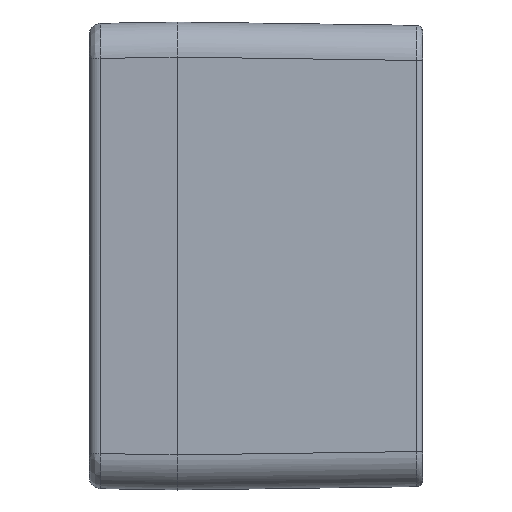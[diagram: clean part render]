
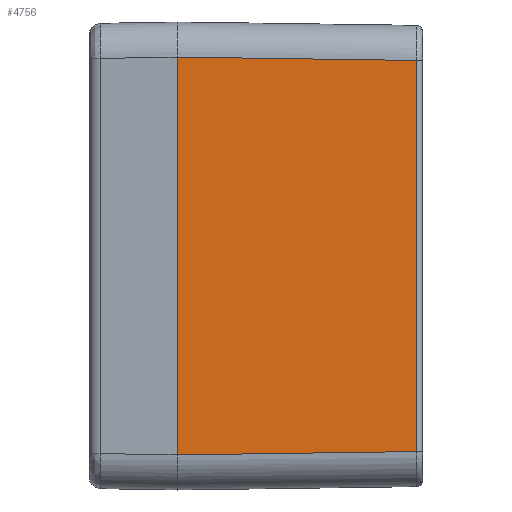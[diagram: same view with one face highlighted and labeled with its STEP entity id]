
A CAD part, left-side view. The second image highlights one B-rep face of the part: STEP entity #4756.
In plain terms, the highlighted planar face has unit normal (-1, -0.014, 0).
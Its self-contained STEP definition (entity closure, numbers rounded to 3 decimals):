
#529=CARTESIAN_POINT('',(-87.5,42.,34.001));
#540=DIRECTION('',(0.,0.,1.));
#541=VECTOR('',#540,68.001);
#542=CARTESIAN_POINT('',(-87.5,42.,-34.001));
#543=LINE('',#542,#541);
#553=CARTESIAN_POINT('',(-87.5,42.,-34.001));
#2310=DIRECTION('',(0.,0.,-1.));
#2311=VECTOR('',#2310,66.856);
#2312=CARTESIAN_POINT('',(-86.927,0.986,
33.428));
#2313=LINE('',#2312,#2311);
#2317=DIRECTION('',(0.014,-1.,0.014));
#2318=VECTOR('',#2317,41.022);
#2319=CARTESIAN_POINT('',(-87.5,42.,-34.001));
#2320=LINE('',#2319,#2318);
#2324=DIRECTION('',(0.014,-1.,-0.014));
#2325=VECTOR('',#2324,41.022);
#2326=CARTESIAN_POINT('',(-87.5,42.,34.001));
#2327=LINE('',#2326,#2325);
#2340=CARTESIAN_POINT('',(-86.927,0.986,
33.428));
#2424=VERTEX_POINT('',#529);
#2427=VERTEX_POINT('',#553);
#2439=VERTEX_POINT('',#2340);
#2442=CARTESIAN_POINT('',(-86.927,0.986,
-33.428));
#2443=VERTEX_POINT('',#2442);
#4744=CARTESIAN_POINT('',(-87.5,42.,-43.54));
#4745=DIRECTION('',(-1.,-0.014,0.));
#4746=DIRECTION('',(0.,0.,1.));
#4747=AXIS2_PLACEMENT_3D('',#4744,#4745,#4746);
#4748=PLANE('',#4747);
#4749=ORIENTED_EDGE('',*,*,#4559,.T.);
#4750=ORIENTED_EDGE('',*,*,#4739,.F.);
#4751=ORIENTED_EDGE('',*,*,#2862,.T.);
#4753=ORIENTED_EDGE('',*,*,#4752,.T.);
#4754=EDGE_LOOP('',(#4749,#4750,#4751,#4753));
#4755=FACE_OUTER_BOUND('',#4754,.F.);
#4756=ADVANCED_FACE('',(#4755),#4748,.T.);
#2862=EDGE_CURVE('',#2427,#2424,#543,.T.);
#4559=EDGE_CURVE('',#2439,#2443,#2313,.T.);
#4739=EDGE_CURVE('',#2427,#2443,#2320,.T.);
#4752=EDGE_CURVE('',#2424,#2439,#2327,.T.);
